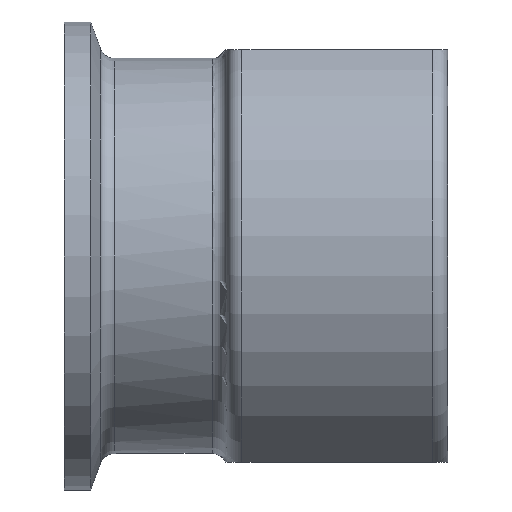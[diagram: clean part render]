
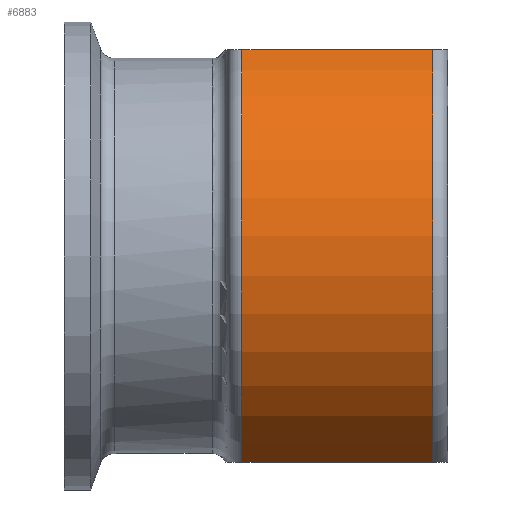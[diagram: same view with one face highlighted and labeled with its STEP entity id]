
A CAD part, front view. The second image highlights one B-rep face of the part: STEP entity #6883.
In plain terms, the highlighted cylindrical face has radius 24.765 mm (diameter 49.53 mm), a partial arc.
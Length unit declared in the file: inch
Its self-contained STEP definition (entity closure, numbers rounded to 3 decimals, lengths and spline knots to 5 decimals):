
#809=FACE_OUTER_BOUND('',#1227,.T.);
#1227=EDGE_LOOP('',(#6393,#6394,#6395,#6396));
#1760=CIRCLE('',#7296,0.975);
#1764=CIRCLE('',#7302,0.975);
#2245=LINE('',#14836,#2711);
#2247=LINE('',#14865,#2713);
#2711=VECTOR('',#8576,0.809);
#2713=VECTOR('',#8580,0.809);
#3374=VERTEX_POINT('',#14822);
#3375=VERTEX_POINT('',#14835);
#3377=VERTEX_POINT('',#14852);
#3379=VERTEX_POINT('',#14864);
#4384=EDGE_CURVE('',#3375,#3374,#2245,.T.);
#4388=EDGE_CURVE('',#3379,#3377,#2247,.T.);
#4396=EDGE_CURVE('',#3375,#3377,#1760,.T.);
#4400=EDGE_CURVE('',#3379,#3374,#1764,.T.);
#6393=ORIENTED_EDGE('',*,*,#4384,.T.);
#6394=ORIENTED_EDGE('',*,*,#4400,.F.);
#6395=ORIENTED_EDGE('',*,*,#4388,.T.);
#6396=ORIENTED_EDGE('',*,*,#4396,.F.);
#6492=CYLINDRICAL_SURFACE('',#7301,0.975);
#6883=ADVANCED_FACE('',(#809),#6492,.T.);
#7296=AXIS2_PLACEMENT_3D('',#14915,#8586,#8587);
#7301=AXIS2_PLACEMENT_3D('',#14921,#8596,#8597);
#7302=AXIS2_PLACEMENT_3D('',#14922,#8598,#8599);
#8576=DIRECTION('',(-1.,0.,0.));
#8580=DIRECTION('',(1.,0.,0.));
#8586=DIRECTION('center_axis',(1.,0.,0.));
#8587=DIRECTION('ref_axis',(0.,-1.,0.));
#8596=DIRECTION('center_axis',(1.,0.,0.));
#8597=DIRECTION('ref_axis',(0.,1.,0.));
#8598=DIRECTION('center_axis',(-1.,0.,0.));
#8599=DIRECTION('ref_axis',(0.,-1.,0.));
#14822=CARTESIAN_POINT('',(0.753,-0.43012,0.875));
#14835=CARTESIAN_POINT('',(1.562,-0.43012,0.875));
#14836=CARTESIAN_POINT('',(1.1575,-0.43012,0.875));
#14852=CARTESIAN_POINT('',(1.562,-0.43012,-0.875));
#14864=CARTESIAN_POINT('',(0.753,-0.43012,-0.875));
#14865=CARTESIAN_POINT('',(1.1575,-0.43012,-0.875));
#14915=CARTESIAN_POINT('Origin',(1.562,0.,0.));
#14921=CARTESIAN_POINT('Origin',(1.1575,0.,0.));
#14922=CARTESIAN_POINT('Origin',(0.753,0.,0.));
